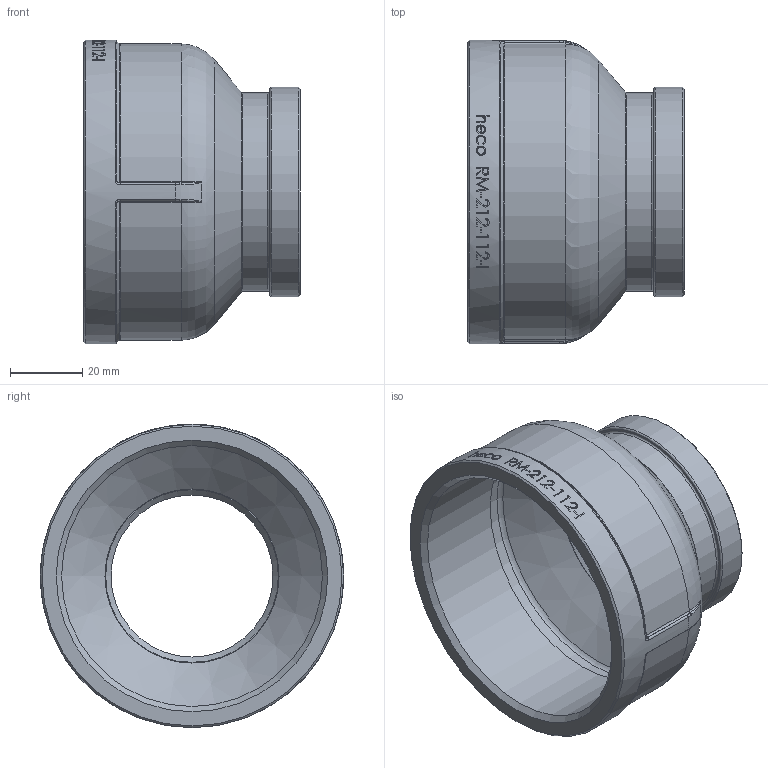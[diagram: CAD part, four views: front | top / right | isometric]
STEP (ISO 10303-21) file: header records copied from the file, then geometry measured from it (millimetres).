
FILE_DESCRIPTION (( 'STEP AP214' ), '1' );
FILE_NAME ('heco_RM-212-112-I Reduziermuffe 2305.STEP', '2023-05-11T12:12:33', ( '' ), ( '' ), 'SwSTEP 2.0', 'SolidWorks 2019', '' );
FILE_SCHEMA (( 'AUTOMOTIVE_DESIGN' ));
Length unit declared in the file: millimetre
Products named in the file (1): heco_RM-212-112-I Reduziermuffe 2305
Bounding box: 60 x 84 x 84.01 mm (x, y, z)
Volume: 65335.2 mm3; surface area: 30686.7 mm2
Topology: 1 solids, 1 shells, 240 faces, 604 edges, 388 vertices
Faces by surface type: bspline 105, plane 75, cylinder 35, torus 12, cone 9, sphere 4
Full cylindrical faces by diameter (mm): 44.845 x1, 55 x1, 58 x1, 72.226 x1, 75 x1, 84 x1
Entity records: 18885 total; most frequent: CARTESIAN_POINT 12287, ORIENTED_EDGE 1154, DIRECTION 665, EDGE_CURVE 577, VERTEX_POINT 380, B_SPLINE_CURVE_WITH_KNOTS 324, EDGE_LOOP 281, AXIS2_PLACEMENT_3D 277
